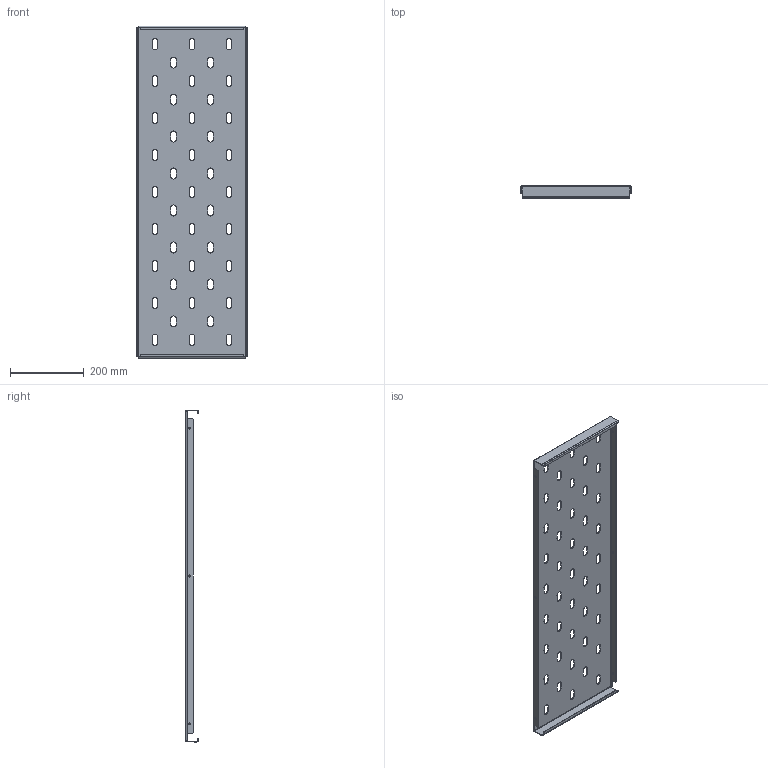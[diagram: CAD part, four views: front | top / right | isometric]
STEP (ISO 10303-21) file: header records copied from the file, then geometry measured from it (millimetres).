
FILE_DESCRIPTION (( 'STEP AP214' ), '1' );
FILE_NAME ('945.140.STEP', '2024-10-04T06:55:32', ( '' ), ( '' ), 'SwSTEP 2.0', 'SolidWorks 2021', '' );
FILE_SCHEMA (( 'AUTOMOTIVE_DESIGN' ));
Length unit declared in the file: millimetre
Products named in the file (1): 945.140
Bounding box: 298 x 33 x 898 mm (x, y, z)
Volume: 453345.1 mm3; surface area: 613480.9 mm2
Topology: 1 solids, 1 shells, 313 faces, 893 edges, 582 vertices
Faces by surface type: cylinder 177, plane 136
Entity records: 10543 total; most frequent: DIRECTION 1867, CARTESIAN_POINT 1837, ORIENTED_EDGE 1786, EDGE_CURVE 893, AXIS2_PLACEMENT_3D 668, VERTEX_POINT 582, LINE 531, VECTOR 531
